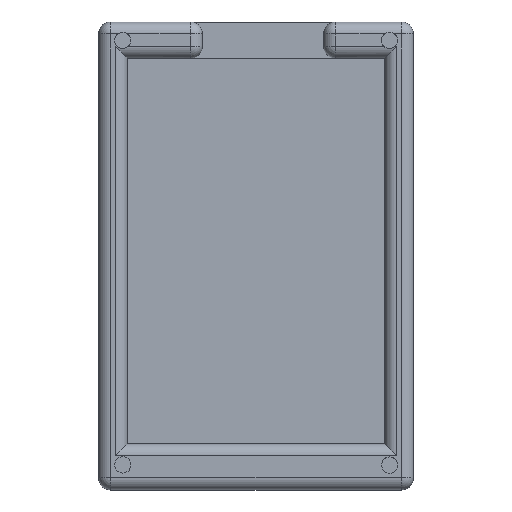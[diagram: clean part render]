
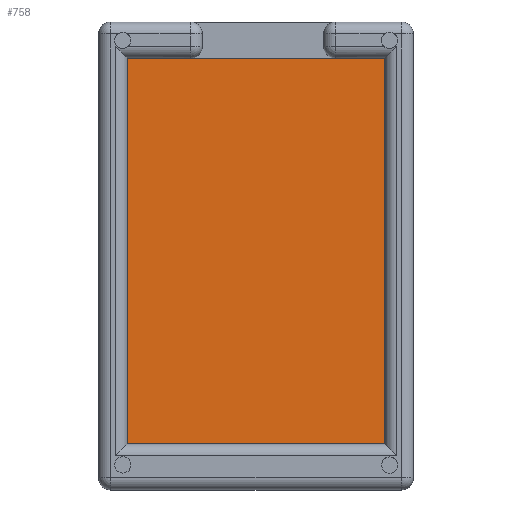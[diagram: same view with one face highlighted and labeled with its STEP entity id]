
A CAD part, top view. The second image highlights one B-rep face of the part: STEP entity #758.
In plain terms, the highlighted planar face has unit normal (0, 0, 1).
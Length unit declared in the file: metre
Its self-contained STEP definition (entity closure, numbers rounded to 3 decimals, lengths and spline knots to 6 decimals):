
#84=LINE('',#1249,#144);
#88=LINE('',#1257,#148);
#94=LINE('',#1269,#154);
#96=LINE('',#1272,#156);
#144=VECTOR('',#965,1.);
#148=VECTOR('',#971,1.);
#154=VECTOR('',#979,1.);
#156=VECTOR('',#983,1.);
#242=ORIENTED_EDGE('',*,*,#433,.F.);
#243=ORIENTED_EDGE('',*,*,#429,.T.);
#244=ORIENTED_EDGE('',*,*,#441,.T.);
#245=ORIENTED_EDGE('',*,*,#439,.F.);
#429=EDGE_CURVE('',#537,#539,#84,.T.);
#433=EDGE_CURVE('',#537,#543,#88,.T.);
#439=EDGE_CURVE('',#543,#547,#94,.T.);
#441=EDGE_CURVE('',#539,#547,#96,.T.);
#537=VERTEX_POINT('',#1244);
#539=VERTEX_POINT('',#1248);
#543=VERTEX_POINT('',#1258);
#547=VERTEX_POINT('',#1267);
#624=EDGE_LOOP('',(#242,#243,#244,#245));
#682=FACE_BOUND('',#624,.T.);
#738=PLANE('',#833);
#758=ADVANCED_FACE('',(#682),#738,.T.);
#833=AXIS2_PLACEMENT_3D('',#1296,#1007,#1008);
#965=DIRECTION('',(0.,-1.,0.));
#971=DIRECTION('',(1.,0.,0.));
#979=DIRECTION('',(0.,-1.,0.));
#983=DIRECTION('',(1.,0.,0.));
#1007=DIRECTION('',(0.,0.,1.));
#1008=DIRECTION('',(1.,0.,0.));
#1244=CARTESIAN_POINT('',(-0.021632,0.03924,0.002));
#1248=CARTESIAN_POINT('',(-0.021632,-0.02506,0.002));
#1249=CARTESIAN_POINT('',(-0.021632,0.00709,0.002));
#1257=CARTESIAN_POINT('',(-0.000182,0.03924,0.002));
#1258=CARTESIAN_POINT('',(0.021268,0.03924,0.002));
#1267=CARTESIAN_POINT('',(0.021268,-0.02506,0.002));
#1269=CARTESIAN_POINT('',(0.021268,0.00709,0.002));
#1272=CARTESIAN_POINT('',(-0.000182,-0.02506,0.002));
#1296=CARTESIAN_POINT('',(-0.000176,0.00627,0.002));
